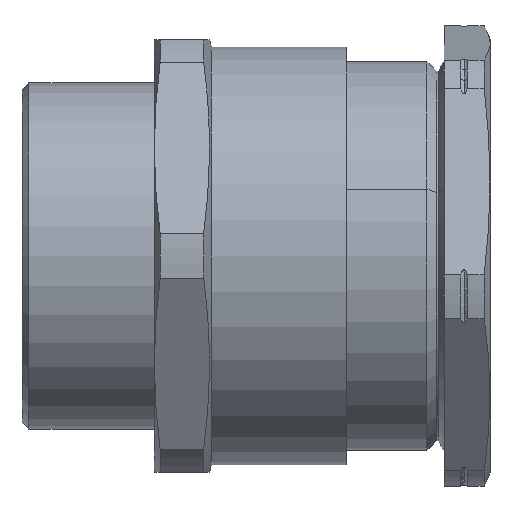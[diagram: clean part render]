
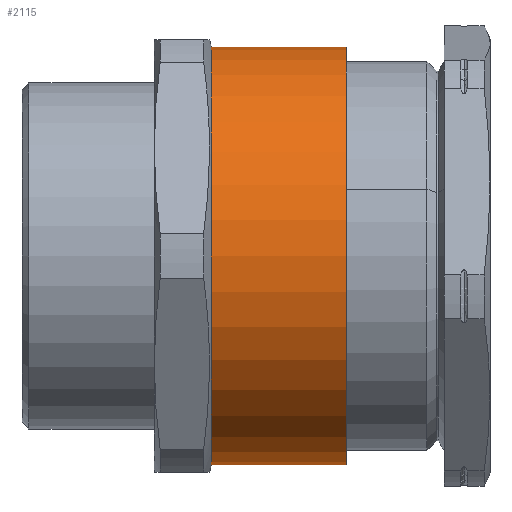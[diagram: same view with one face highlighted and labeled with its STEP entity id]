
A CAD part, front view. The second image highlights one B-rep face of the part: STEP entity #2115.
In plain terms, the highlighted cylindrical face has radius 24.15 mm (diameter 48.3 mm), a partial arc.
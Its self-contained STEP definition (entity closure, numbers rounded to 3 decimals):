
#46 = CARTESIAN_POINT ( 'NONE',  ( 21.9, 0., -24.15 ) ) ;
#116 = CYLINDRICAL_SURFACE ( 'NONE', #1019, 24.15 ) ;
#182 = EDGE_CURVE ( 'NONE', #2474, #667, #1078, .T. ) ;
#293 = VERTEX_POINT ( 'NONE', #758 ) ;
#514 = VECTOR ( 'NONE', #1767, 1000. ) ;
#538 = AXIS2_PLACEMENT_3D ( 'NONE', #2190, #2408, #1950 ) ;
#667 = VERTEX_POINT ( 'NONE', #1531 ) ;
#758 = CARTESIAN_POINT ( 'NONE',  ( 37.5, 0., -24.15 ) ) ;
#829 = VECTOR ( 'NONE', #1435, 1000. ) ;
#946 = CARTESIAN_POINT ( 'NONE',  ( 37.5, 0., 0. ) ) ;
#986 = ORIENTED_EDGE ( 'NONE', *, *, #1034, .T. ) ;
#1019 = AXIS2_PLACEMENT_3D ( 'NONE', #946, #1871, #1174 ) ;
#1034 = EDGE_CURVE ( 'NONE', #2474, #2089, #1352, .T. ) ;
#1078 = LINE ( 'NONE', #1560, #514 ) ;
#1174 = DIRECTION ( 'NONE',  ( 0., 0., -1. ) ) ;
#1188 = ORIENTED_EDGE ( 'NONE', *, *, #2227, .T. ) ;
#1198 = ORIENTED_EDGE ( 'NONE', *, *, #182, .F. ) ;
#1231 = DIRECTION ( 'NONE',  ( 1., 0., 0. ) ) ;
#1352 = CIRCLE ( 'NONE', #538, 24.15 ) ;
#1435 = DIRECTION ( 'NONE',  ( 1., 0., 0. ) ) ;
#1531 = CARTESIAN_POINT ( 'NONE',  ( 37.5, 0., 24.15 ) ) ;
#1560 = CARTESIAN_POINT ( 'NONE',  ( 37.5, 0., 24.15 ) ) ;
#1633 = LINE ( 'NONE', #2573, #829 ) ;
#1644 = ORIENTED_EDGE ( 'NONE', *, *, #2159, .F. ) ;
#1756 = AXIS2_PLACEMENT_3D ( 'NONE', #1881, #1231, #2125 ) ;
#1767 = DIRECTION ( 'NONE',  ( 1., 0., 0. ) ) ;
#1871 = DIRECTION ( 'NONE',  ( 1., 0., 0. ) ) ;
#1881 = CARTESIAN_POINT ( 'NONE',  ( 37.5, 0., 0. ) ) ;
#1950 = DIRECTION ( 'NONE',  ( 0., 0., -1. ) ) ;
#2028 = FACE_OUTER_BOUND ( 'NONE', #2262, .T. ) ;
#2089 = VERTEX_POINT ( 'NONE', #46 ) ;
#2115 = ADVANCED_FACE ( 'NONE', ( #2028 ), #116, .T. ) ;
#2125 = DIRECTION ( 'NONE',  ( 0., 0., -1. ) ) ;
#2159 = EDGE_CURVE ( 'NONE', #667, #293, #2795, .T. ) ;
#2190 = CARTESIAN_POINT ( 'NONE',  ( 21.9, 0., 0. ) ) ;
#2227 = EDGE_CURVE ( 'NONE', #2089, #293, #1633, .T. ) ;
#2262 = EDGE_LOOP ( 'NONE', ( #1198, #986, #1188, #1644 ) ) ;
#2408 = DIRECTION ( 'NONE',  ( 1., 0., 0. ) ) ;
#2474 = VERTEX_POINT ( 'NONE', #2662 ) ;
#2573 = CARTESIAN_POINT ( 'NONE',  ( 37.5, 0., -24.15 ) ) ;
#2662 = CARTESIAN_POINT ( 'NONE',  ( 21.9, 0., 24.15 ) ) ;
#2795 = CIRCLE ( 'NONE', #1756, 24.15 ) ;
